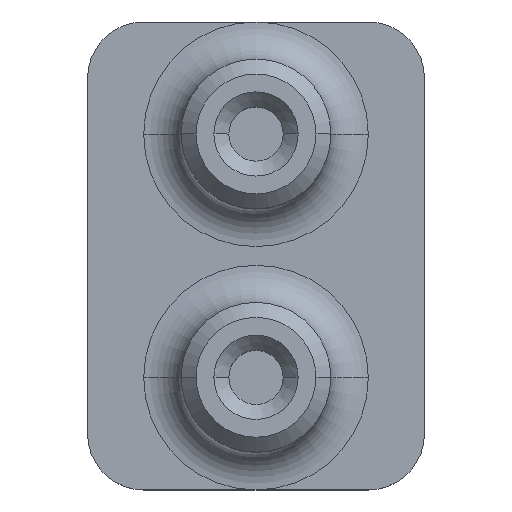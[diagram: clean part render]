
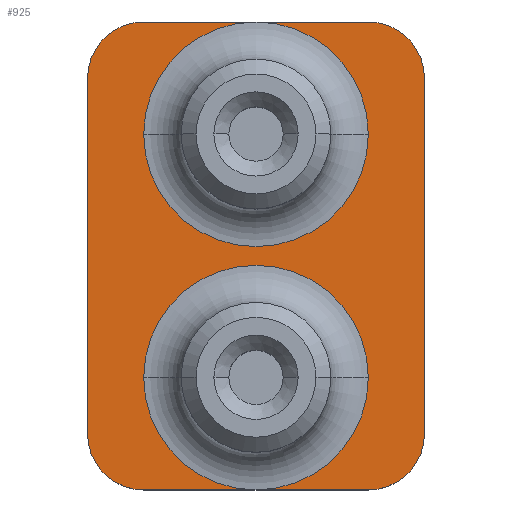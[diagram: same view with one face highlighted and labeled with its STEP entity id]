
A CAD part, top view. The second image highlights one B-rep face of the part: STEP entity #925.
In plain terms, the highlighted planar face has unit normal (0, 0, 1).
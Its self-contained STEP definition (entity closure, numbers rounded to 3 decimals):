
#1 = VERTEX_POINT ( 'NONE', #233 ) ;
#3 = ORIENTED_EDGE ( 'NONE', *, *, #587, .T. ) ;
#11 = EDGE_CURVE ( 'NONE', #1103, #223, #1069, .T. ) ;
#25 = CARTESIAN_POINT ( 'NONE',  ( 0., 0., 3. ) ) ;
#30 = LINE ( 'NONE', #602, #1151 ) ;
#60 = EDGE_CURVE ( 'NONE', #984, #766, #30, .T. ) ;
#74 = DIRECTION ( 'NONE',  ( 0., 0., -1. ) ) ;
#77 = DIRECTION ( 'NONE',  ( 1., 0., 0. ) ) ;
#81 = VECTOR ( 'NONE', #430, 1000. ) ;
#91 = VERTEX_POINT ( 'NONE', #238 ) ;
#115 = EDGE_CURVE ( 'NONE', #669, #174, #802, .T. ) ;
#128 = ORIENTED_EDGE ( 'NONE', *, *, #60, .T. ) ;
#132 = CIRCLE ( 'NONE', #204, 3. ) ;
#136 = VECTOR ( 'NONE', #303, 1000. ) ;
#149 = ORIENTED_EDGE ( 'NONE', *, *, #810, .T. ) ;
#174 = VERTEX_POINT ( 'NONE', #849 ) ;
#195 = VERTEX_POINT ( 'NONE', #1029 ) ;
#200 = CARTESIAN_POINT ( 'NONE',  ( -9., -9.5, 3. ) ) ;
#204 = AXIS2_PLACEMENT_3D ( 'NONE', #497, #1061, #312 ) ;
#218 = EDGE_CURVE ( 'NONE', #223, #1132, #631, .T. ) ;
#223 = VERTEX_POINT ( 'NONE', #454 ) ;
#224 = ORIENTED_EDGE ( 'NONE', *, *, #412, .T. ) ;
#233 = CARTESIAN_POINT ( 'NONE',  ( 6., 12.5, 3. ) ) ;
#238 = CARTESIAN_POINT ( 'NONE',  ( -6., 12.5, 3. ) ) ;
#253 = ORIENTED_EDGE ( 'NONE', *, *, #867, .T. ) ;
#265 = DIRECTION ( 'NONE',  ( 1., 0., 0. ) ) ;
#291 = EDGE_CURVE ( 'NONE', #195, #376, #423, .T. ) ;
#299 = CARTESIAN_POINT ( 'NONE',  ( -6., 9.5, 3. ) ) ;
#303 = DIRECTION ( 'NONE',  ( -1., 0., 0. ) ) ;
#306 = CARTESIAN_POINT ( 'NONE',  ( 0., 6.5, 3. ) ) ;
#312 = DIRECTION ( 'NONE',  ( 1., 0., 0. ) ) ;
#322 = CARTESIAN_POINT ( 'NONE',  ( 0., -12.5, 3. ) ) ;
#331 = CARTESIAN_POINT ( 'NONE',  ( 0., -6.5, 3. ) ) ;
#337 = EDGE_CURVE ( 'NONE', #91, #195, #493, .T. ) ;
#342 = DIRECTION ( 'NONE',  ( 0., 0., -1. ) ) ;
#343 = CARTESIAN_POINT ( 'NONE',  ( 6., -9.5, 3. ) ) ;
#350 = DIRECTION ( 'NONE',  ( 0., 0., 1. ) ) ;
#353 = CARTESIAN_POINT ( 'NONE',  ( -9., 12.5, 3. ) ) ;
#355 = ORIENTED_EDGE ( 'NONE', *, *, #500, .T. ) ;
#376 = VERTEX_POINT ( 'NONE', #200 ) ;
#380 = DIRECTION ( 'NONE',  ( 0., 0., 1. ) ) ;
#392 = DIRECTION ( 'NONE',  ( 0., 1., 0. ) ) ;
#394 = LINE ( 'NONE', #619, #81 ) ;
#412 = EDGE_CURVE ( 'NONE', #1103, #91, #1079, .T. ) ;
#423 = LINE ( 'NONE', #1055, #1224 ) ;
#430 = DIRECTION ( 'NONE',  ( 1., 0., 0. ) ) ;
#454 = CARTESIAN_POINT ( 'NONE',  ( 6., 6.5, 3. ) ) ;
#455 = CARTESIAN_POINT ( 'NONE',  ( 9., 9.5, 3. ) ) ;
#464 = AXIS2_PLACEMENT_3D ( 'NONE', #25, #873, #683 ) ;
#474 = ORIENTED_EDGE ( 'NONE', *, *, #788, .T. ) ;
#481 = CIRCLE ( 'NONE', #1206, 6. ) ;
#493 = CIRCLE ( 'NONE', #1142, 3. ) ;
#497 = CARTESIAN_POINT ( 'NONE',  ( -6., -9.5, 3. ) ) ;
#500 = EDGE_CURVE ( 'NONE', #577, #984, #394, .T. ) ;
#514 = EDGE_LOOP ( 'NONE', ( #1178, #695, #1190, #149, #224, #857, #1025, #975, #355, #3, #730, #1207, #128, #253, #1073, #474 ) ) ;
#525 = DIRECTION ( 'NONE',  ( 1., 0., 0. ) ) ;
#531 = VERTEX_POINT ( 'NONE', #1210 ) ;
#539 = CARTESIAN_POINT ( 'NONE',  ( 0., -6.5, 3. ) ) ;
#544 = DIRECTION ( 'NONE',  ( 1., 0., 0. ) ) ;
#549 = VERTEX_POINT ( 'NONE', #455 ) ;
#556 = CARTESIAN_POINT ( 'NONE',  ( -6., -6.5, 3. ) ) ;
#557 = CIRCLE ( 'NONE', #1184, 6. ) ;
#558 = DIRECTION ( 'NONE',  ( 0., 0., -1. ) ) ;
#561 = DIRECTION ( 'NONE',  ( 1., 0., 0. ) ) ;
#563 = AXIS2_PLACEMENT_3D ( 'NONE', #306, #620, #1068 ) ;
#565 = CARTESIAN_POINT ( 'NONE',  ( 9., 12.5, 3. ) ) ;
#577 = VERTEX_POINT ( 'NONE', #798 ) ;
#587 = EDGE_CURVE ( 'NONE', #984, #669, #557, .T. ) ;
#602 = CARTESIAN_POINT ( 'NONE',  ( -9., -12.5, 3. ) ) ;
#603 = PLANE ( 'NONE',  #464 ) ;
#604 = CARTESIAN_POINT ( 'NONE',  ( -9., 12.5, 3. ) ) ;
#617 = DIRECTION ( 'NONE',  ( -1., 0., 0. ) ) ;
#619 = CARTESIAN_POINT ( 'NONE',  ( -9., -12.5, 3. ) ) ;
#620 = DIRECTION ( 'NONE',  ( 0., 0., -1. ) ) ;
#626 = AXIS2_PLACEMENT_3D ( 'NONE', #1088, #342, #525 ) ;
#631 = CIRCLE ( 'NONE', #1005, 6. ) ;
#635 = DIRECTION ( 'NONE',  ( 0., 0., -1. ) ) ;
#637 = CARTESIAN_POINT ( 'NONE',  ( 0., 12.5, 3. ) ) ;
#669 = VERTEX_POINT ( 'NONE', #556 ) ;
#674 = VECTOR ( 'NONE', #392, 1000. ) ;
#683 = DIRECTION ( 'NONE',  ( 1., 0., 0. ) ) ;
#695 = ORIENTED_EDGE ( 'NONE', *, *, #11, .T. ) ;
#707 = DIRECTION ( 'NONE',  ( 1., 0., 0. ) ) ;
#713 = CIRCLE ( 'NONE', #1050, 3. ) ;
#730 = ORIENTED_EDGE ( 'NONE', *, *, #115, .T. ) ;
#747 = CARTESIAN_POINT ( 'NONE',  ( 6., -12.5, 3. ) ) ;
#750 = CIRCLE ( 'NONE', #1135, 3. ) ;
#751 = DIRECTION ( 'NONE',  ( 0., 0., 1. ) ) ;
#761 = LINE ( 'NONE', #565, #674 ) ;
#765 = DIRECTION ( 'NONE',  ( 0., -1., 0. ) ) ;
#766 = VERTEX_POINT ( 'NONE', #747 ) ;
#788 = EDGE_CURVE ( 'NONE', #549, #1, #750, .T. ) ;
#798 = CARTESIAN_POINT ( 'NONE',  ( -6., -12.5, 3. ) ) ;
#802 = CIRCLE ( 'NONE', #626, 6. ) ;
#809 = CARTESIAN_POINT ( 'NONE',  ( -6., 6.5, 3. ) ) ;
#810 = EDGE_CURVE ( 'NONE', #1132, #1103, #481, .T. ) ;
#849 = CARTESIAN_POINT ( 'NONE',  ( 6., -6.5, 3. ) ) ;
#857 = ORIENTED_EDGE ( 'NONE', *, *, #337, .T. ) ;
#867 = EDGE_CURVE ( 'NONE', #766, #531, #713, .T. ) ;
#873 = DIRECTION ( 'NONE',  ( 0., 0., 1. ) ) ;
#898 = DIRECTION ( 'NONE',  ( 1., 0., 0. ) ) ;
#920 = EDGE_CURVE ( 'NONE', #376, #577, #132, .T. ) ;
#925 = ADVANCED_FACE ( 'NONE', ( #1016 ), #603, .T. ) ;
#931 = EDGE_CURVE ( 'NONE', #1, #1103, #1091, .T. ) ;
#975 = ORIENTED_EDGE ( 'NONE', *, *, #920, .T. ) ;
#981 = CIRCLE ( 'NONE', #1186, 6. ) ;
#984 = VERTEX_POINT ( 'NONE', #322 ) ;
#994 = DIRECTION ( 'NONE',  ( 0., 0., -1. ) ) ;
#1005 = AXIS2_PLACEMENT_3D ( 'NONE', #1226, #558, #561 ) ;
#1016 = FACE_OUTER_BOUND ( 'NONE', #514, .T. ) ;
#1025 = ORIENTED_EDGE ( 'NONE', *, *, #291, .T. ) ;
#1029 = CARTESIAN_POINT ( 'NONE',  ( -9., 9.5, 3. ) ) ;
#1042 = VECTOR ( 'NONE', #617, 1000. ) ;
#1048 = DIRECTION ( 'NONE',  ( 1., 0., 0. ) ) ;
#1050 = AXIS2_PLACEMENT_3D ( 'NONE', #343, #350, #1209 ) ;
#1055 = CARTESIAN_POINT ( 'NONE',  ( -9., 12.5, 3. ) ) ;
#1061 = DIRECTION ( 'NONE',  ( 0., 0., 1. ) ) ;
#1065 = EDGE_CURVE ( 'NONE', #174, #984, #981, .T. ) ;
#1068 = DIRECTION ( 'NONE',  ( 1., 0., 0. ) ) ;
#1069 = CIRCLE ( 'NONE', #563, 6. ) ;
#1073 = ORIENTED_EDGE ( 'NONE', *, *, #1220, .T. ) ;
#1079 = LINE ( 'NONE', #604, #136 ) ;
#1088 = CARTESIAN_POINT ( 'NONE',  ( 0., -6.5, 3. ) ) ;
#1091 = LINE ( 'NONE', #353, #1042 ) ;
#1100 = CARTESIAN_POINT ( 'NONE',  ( 0., 6.5, 3. ) ) ;
#1103 = VERTEX_POINT ( 'NONE', #637 ) ;
#1132 = VERTEX_POINT ( 'NONE', #809 ) ;
#1135 = AXIS2_PLACEMENT_3D ( 'NONE', #1198, #751, #544 ) ;
#1142 = AXIS2_PLACEMENT_3D ( 'NONE', #299, #380, #1048 ) ;
#1151 = VECTOR ( 'NONE', #707, 1000. ) ;
#1178 = ORIENTED_EDGE ( 'NONE', *, *, #931, .T. ) ;
#1184 = AXIS2_PLACEMENT_3D ( 'NONE', #539, #635, #265 ) ;
#1186 = AXIS2_PLACEMENT_3D ( 'NONE', #331, #994, #898 ) ;
#1190 = ORIENTED_EDGE ( 'NONE', *, *, #218, .T. ) ;
#1198 = CARTESIAN_POINT ( 'NONE',  ( 6., 9.5, 3. ) ) ;
#1206 = AXIS2_PLACEMENT_3D ( 'NONE', #1100, #74, #77 ) ;
#1207 = ORIENTED_EDGE ( 'NONE', *, *, #1065, .T. ) ;
#1209 = DIRECTION ( 'NONE',  ( 1., 0., 0. ) ) ;
#1210 = CARTESIAN_POINT ( 'NONE',  ( 9., -9.5, 3. ) ) ;
#1220 = EDGE_CURVE ( 'NONE', #531, #549, #761, .T. ) ;
#1224 = VECTOR ( 'NONE', #765, 1000. ) ;
#1226 = CARTESIAN_POINT ( 'NONE',  ( 0., 6.5, 3. ) ) ;
